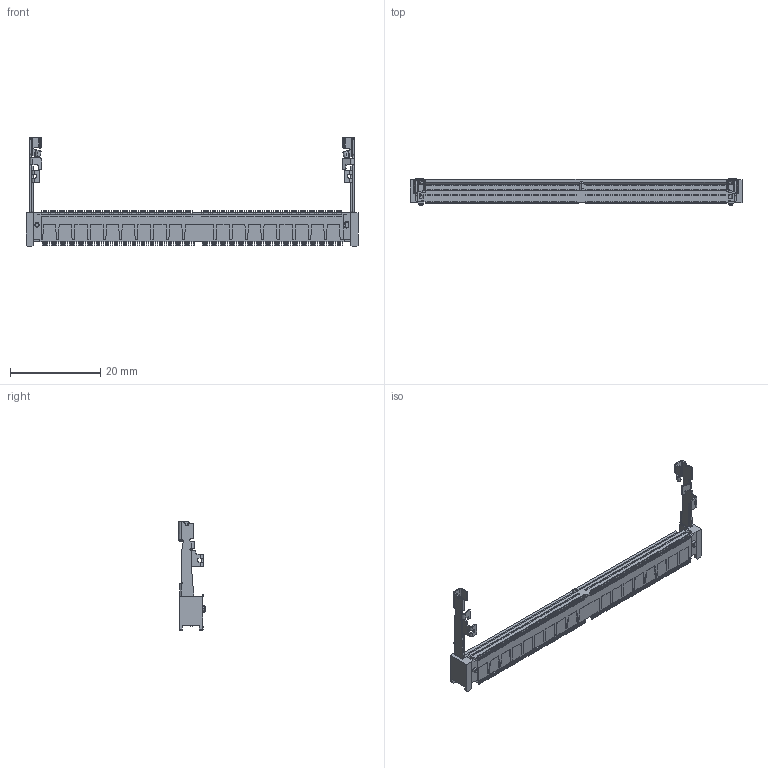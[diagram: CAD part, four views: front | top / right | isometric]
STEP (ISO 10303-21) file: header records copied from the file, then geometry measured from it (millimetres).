
FILE_DESCRIPTION((''),'2;1');
FILE_NAME('S-52748-XXXXX-XXX','2022-10-14T',('t00408'),(''),'PRO/ENGINEER BY PARAMETRIC TECHNOLOGY CORPORATION, 2007450','PRO/ENGINEER BY PARAMETRIC TECHNOLOGY CORPORATION, 2007450','');
FILE_SCHEMA(('CONFIG_CONTROL_DESIGN', 'GEOMETRIC_VALIDATION_PROPERTIES_MIM'));
Products named in the file (1): S-52748-XXXXX-XXX
Bounding box: 73.7 x 5.9 x 24.2 mm (x, y, z)
Volume: 1937.7 mm3; surface area: 2960.3 mm2
Topology: 1 solids, 1 shells, 8220 faces, 27534 edges, 20529 vertices
Faces by surface type: plane 5971, cylinder 2215, cone 30, bspline 2, sphere 2
Entity records: 359554 total; most frequent: CARTESIAN_POINT 52242, DIRECTION 51026, ORIENTED_EDGE 47292, EDGE_CURVE 23646, VECTOR 19866, LINE 19866, VERTEX_POINT 15713, AXIS2_PLACEMENT_3D 15580
